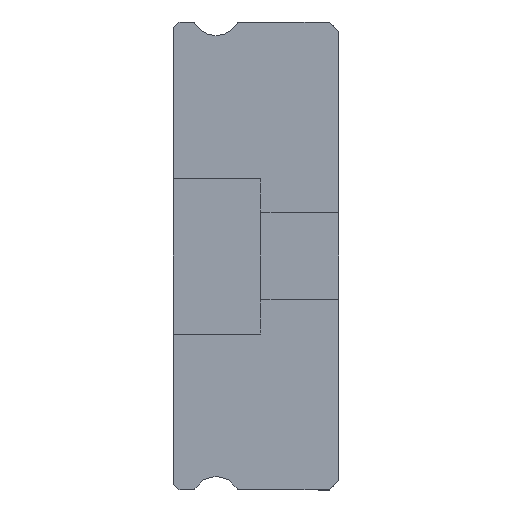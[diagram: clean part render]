
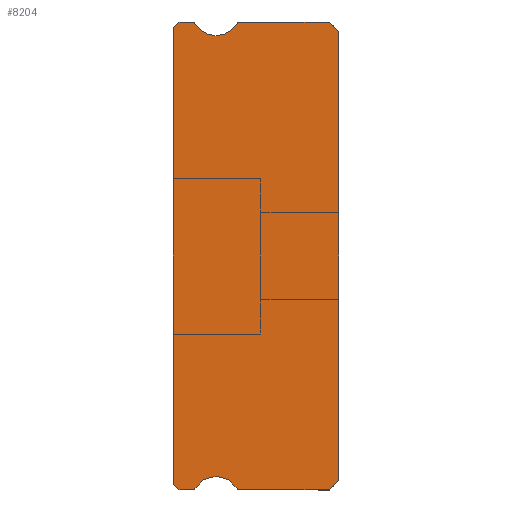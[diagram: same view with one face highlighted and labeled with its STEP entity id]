
A CAD part, left-side view. The second image highlights one B-rep face of the part: STEP entity #8204.
In plain terms, the highlighted planar face has unit normal (-1, 0, 0).
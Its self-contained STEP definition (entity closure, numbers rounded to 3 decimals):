
#27 = CARTESIAN_POINT ( 'NONE',  ( -5., 7.512, 12. ) ) ;
#158 = DIRECTION ( 'NONE',  ( 0., 1., 0. ) ) ;
#159 = VECTOR ( 'NONE', #7675, 1000. ) ;
#240 = ORIENTED_EDGE ( 'NONE', *, *, #3409, .F. ) ;
#289 = CARTESIAN_POINT ( 'NONE',  ( -5., 7.512, 12. ) ) ;
#309 = ORIENTED_EDGE ( 'NONE', *, *, #1570, .F. ) ;
#368 = LINE ( 'NONE', #8663, #2690 ) ;
#381 = DIRECTION ( 'NONE',  ( 0., 0., -1. ) ) ;
#418 = ORIENTED_EDGE ( 'NONE', *, *, #8855, .F. ) ;
#426 = CARTESIAN_POINT ( 'NONE',  ( -5., 8.2, -12. ) ) ;
#489 = DIRECTION ( 'NONE',  ( 0., -1., 0. ) ) ;
#530 = EDGE_CURVE ( 'NONE', #2713, #2961, #7508, .T. ) ;
#601 = DIRECTION ( 'NONE',  ( 0., 0., -1. ) ) ;
#611 = DIRECTION ( 'NONE',  ( 0., 0., -1. ) ) ;
#700 = DIRECTION ( 'NONE',  ( 0., 0., -1. ) ) ;
#725 = CARTESIAN_POINT ( 'NONE',  ( -5., 7.512, 11.85 ) ) ;
#739 = CARTESIAN_POINT ( 'NONE',  ( -5., 7.512, -12. ) ) ;
#870 = LINE ( 'NONE', #8310, #159 ) ;
#876 = AXIS2_PLACEMENT_3D ( 'NONE', #1853, #6625, #1899 ) ;
#937 = ORIENTED_EDGE ( 'NONE', *, *, #2486, .F. ) ;
#957 = ORIENTED_EDGE ( 'NONE', *, *, #2532, .F. ) ;
#1026 = CARTESIAN_POINT ( 'NONE',  ( -5., 6.3, 12.55 ) ) ;
#1111 = EDGE_CURVE ( 'NONE', #6719, #4849, #2754, .T. ) ;
#1165 = CARTESIAN_POINT ( 'NONE',  ( -5., 6.3, 11.3 ) ) ;
#1306 = VERTEX_POINT ( 'NONE', #2689 ) ;
#1311 = DIRECTION ( 'NONE',  ( -1., 0., 0. ) ) ;
#1371 = DIRECTION ( 'NONE',  ( -1., 0., 0. ) ) ;
#1443 = FACE_OUTER_BOUND ( 'NONE', #3329, .T. ) ;
#1501 = CARTESIAN_POINT ( 'NONE',  ( -5., 5.088, -11.85 ) ) ;
#1570 = EDGE_CURVE ( 'NONE', #6736, #6717, #3921, .T. ) ;
#1654 = CARTESIAN_POINT ( 'NONE',  ( -5., 7.383, -11.925 ) ) ;
#1674 = DIRECTION ( 'NONE',  ( 1., 0., 0. ) ) ;
#1682 = EDGE_CURVE ( 'NONE', #4121, #3112, #3598, .T. ) ;
#1727 = DIRECTION ( 'NONE',  ( 0., -0.707, -0.707 ) ) ;
#1777 = VERTEX_POINT ( 'NONE', #5376 ) ;
#1787 = ORIENTED_EDGE ( 'NONE', *, *, #2290, .F. ) ;
#1853 = CARTESIAN_POINT ( 'NONE',  ( -5., 7.512, 11.85 ) ) ;
#1874 = EDGE_CURVE ( 'NONE', #2961, #3204, #5884, .T. ) ;
#1899 = DIRECTION ( 'NONE',  ( 0., 0., -1. ) ) ;
#1983 = CIRCLE ( 'NONE', #8175, 0.15 ) ;
#2083 = LINE ( 'NONE', #7580, #3615 ) ;
#2118 = DIRECTION ( 'NONE',  ( 1., 0., 0. ) ) ;
#2124 = ORIENTED_EDGE ( 'NONE', *, *, #1682, .F. ) ;
#2138 = ORIENTED_EDGE ( 'NONE', *, *, #530, .F. ) ;
#2175 = DIRECTION ( 'NONE',  ( 0., 0., 1. ) ) ;
#2202 = AXIS2_PLACEMENT_3D ( 'NONE', #725, #2118, #8299 ) ;
#2211 = CARTESIAN_POINT ( 'NONE',  ( -5., 8.5, 11.7 ) ) ;
#2290 = EDGE_CURVE ( 'NONE', #6633, #2713, #870, .T. ) ;
#2295 = AXIS2_PLACEMENT_3D ( 'NONE', #1501, #8502, #7058 ) ;
#2401 = AXIS2_PLACEMENT_3D ( 'NONE', #4489, #1674, #5060 ) ;
#2462 = LINE ( 'NONE', #27, #8321 ) ;
#2466 = EDGE_CURVE ( 'NONE', #3516, #1777, #6583, .T. ) ;
#2486 = EDGE_CURVE ( 'NONE', #3204, #6241, #5287, .T. ) ;
#2493 = ORIENTED_EDGE ( 'NONE', *, *, #1111, .T. ) ;
#2532 = EDGE_CURVE ( 'NONE', #6241, #3531, #8610, .T. ) ;
#2550 = CARTESIAN_POINT ( 'NONE',  ( -5., 5.088, 12. ) ) ;
#2597 = LINE ( 'NONE', #7518, #7590 ) ;
#2645 = CARTESIAN_POINT ( 'NONE',  ( -5., 7.383, 11.925 ) ) ;
#2664 = EDGE_CURVE ( 'NONE', #3112, #1306, #4580, .T. ) ;
#2689 = CARTESIAN_POINT ( 'NONE',  ( -5., 5.217, 11.925 ) ) ;
#2690 = VECTOR ( 'NONE', #3107, 1000. ) ;
#2706 = CARTESIAN_POINT ( 'NONE',  ( -5., 8.5, -11.7 ) ) ;
#2713 = VERTEX_POINT ( 'NONE', #6069 ) ;
#2754 = LINE ( 'NONE', #5500, #8185 ) ;
#2900 = EDGE_CURVE ( 'NONE', #1777, #3531, #368, .T. ) ;
#2961 = VERTEX_POINT ( 'NONE', #7221 ) ;
#2987 = ORIENTED_EDGE ( 'NONE', *, *, #4483, .T. ) ;
#3010 = VECTOR ( 'NONE', #7338, 1000. ) ;
#3107 = DIRECTION ( 'NONE',  ( 0., -1., 0. ) ) ;
#3112 = VERTEX_POINT ( 'NONE', #1165 ) ;
#3165 = CARTESIAN_POINT ( 'NONE',  ( -5., 0., -11.5 ) ) ;
#3204 = VERTEX_POINT ( 'NONE', #4192 ) ;
#3329 = EDGE_LOOP ( 'NONE', ( #5676, #3518, #4392, #957, #937, #8574, #2138, #1787, #4875, #309, #240, #418, #4898, #2124, #5588, #2493, #2987 ) ) ;
#3376 = DIRECTION ( 'NONE',  ( 0., 0., 1. ) ) ;
#3409 = EDGE_CURVE ( 'NONE', #4453, #6736, #2462, .T. ) ;
#3454 = CARTESIAN_POINT ( 'NONE',  ( -5., 8.2, 12. ) ) ;
#3516 = VERTEX_POINT ( 'NONE', #2706 ) ;
#3518 = ORIENTED_EDGE ( 'NONE', *, *, #2466, .T. ) ;
#3531 = VERTEX_POINT ( 'NONE', #739 ) ;
#3598 = CIRCLE ( 'NONE', #8780, 1.25 ) ;
#3615 = VECTOR ( 'NONE', #2175, 1000. ) ;
#3716 = CARTESIAN_POINT ( 'NONE',  ( -5., 0., 11.5 ) ) ;
#3855 = DIRECTION ( 'NONE',  ( -1., 0., 0. ) ) ;
#3921 = LINE ( 'NONE', #7931, #3010 ) ;
#4046 = CARTESIAN_POINT ( 'NONE',  ( -5., 7.512, -12. ) ) ;
#4121 = VERTEX_POINT ( 'NONE', #2645 ) ;
#4192 = CARTESIAN_POINT ( 'NONE',  ( -5., 5.217, -11.925 ) ) ;
#4255 = VECTOR ( 'NONE', #6003, 1000. ) ;
#4392 = ORIENTED_EDGE ( 'NONE', *, *, #2900, .T. ) ;
#4453 = VERTEX_POINT ( 'NONE', #2550 ) ;
#4483 = EDGE_CURVE ( 'NONE', #4849, #7269, #2597, .T. ) ;
#4489 = CARTESIAN_POINT ( 'NONE',  ( -5., 7.512, -11.85 ) ) ;
#4519 = VECTOR ( 'NONE', #3376, 1000. ) ;
#4580 = CIRCLE ( 'NONE', #6281, 1.25 ) ;
#4625 = CIRCLE ( 'NONE', #876, 0.15 ) ;
#4649 = CARTESIAN_POINT ( 'NONE',  ( -5., 6.3, 12.55 ) ) ;
#4849 = VERTEX_POINT ( 'NONE', #3454 ) ;
#4855 = VECTOR ( 'NONE', #1727, 1000. ) ;
#4875 = ORIENTED_EDGE ( 'NONE', *, *, #5342, .T. ) ;
#4898 = ORIENTED_EDGE ( 'NONE', *, *, #2664, .F. ) ;
#4904 = DIRECTION ( 'NONE',  ( 0., 0.707, -0.707 ) ) ;
#5060 = DIRECTION ( 'NONE',  ( 0., 0., -1. ) ) ;
#5264 = LINE ( 'NONE', #5433, #4519 ) ;
#5287 = CIRCLE ( 'NONE', #7163, 1.25 ) ;
#5342 = EDGE_CURVE ( 'NONE', #6633, #6717, #2083, .T. ) ;
#5376 = CARTESIAN_POINT ( 'NONE',  ( -5., 8.2, -12. ) ) ;
#5433 = CARTESIAN_POINT ( 'NONE',  ( -5., 8.5, 11.85 ) ) ;
#5500 = CARTESIAN_POINT ( 'NONE',  ( -5., 8.2, 12. ) ) ;
#5503 = CARTESIAN_POINT ( 'NONE',  ( -5., 5.088, 11.85 ) ) ;
#5541 = EDGE_CURVE ( 'NONE', #6719, #4121, #4625, .T. ) ;
#5588 = ORIENTED_EDGE ( 'NONE', *, *, #5541, .F. ) ;
#5676 = ORIENTED_EDGE ( 'NONE', *, *, #8478, .F. ) ;
#5884 = CIRCLE ( 'NONE', #2295, 0.15 ) ;
#6003 = DIRECTION ( 'NONE',  ( 0., 1., 0. ) ) ;
#6069 = CARTESIAN_POINT ( 'NONE',  ( -5., 0.5, -12. ) ) ;
#6241 = VERTEX_POINT ( 'NONE', #1654 ) ;
#6281 = AXIS2_PLACEMENT_3D ( 'NONE', #4649, #1311, #601 ) ;
#6583 = LINE ( 'NONE', #426, #4855 ) ;
#6625 = DIRECTION ( 'NONE',  ( 1., 0., 0. ) ) ;
#6633 = VERTEX_POINT ( 'NONE', #3165 ) ;
#6717 = VERTEX_POINT ( 'NONE', #3716 ) ;
#6719 = VERTEX_POINT ( 'NONE', #289 ) ;
#6736 = VERTEX_POINT ( 'NONE', #8535 ) ;
#6940 = PLANE ( 'NONE',  #2202 ) ;
#7058 = DIRECTION ( 'NONE',  ( 0., 0., -1. ) ) ;
#7163 = AXIS2_PLACEMENT_3D ( 'NONE', #7995, #3855, #381 ) ;
#7221 = CARTESIAN_POINT ( 'NONE',  ( -5., 5.088, -12. ) ) ;
#7269 = VERTEX_POINT ( 'NONE', #2211 ) ;
#7338 = DIRECTION ( 'NONE',  ( 0., -0.707, -0.707 ) ) ;
#7508 = LINE ( 'NONE', #4046, #4255 ) ;
#7518 = CARTESIAN_POINT ( 'NONE',  ( -5., 8.5, 11.7 ) ) ;
#7543 = DIRECTION ( 'NONE',  ( 1., 0., 0. ) ) ;
#7580 = CARTESIAN_POINT ( 'NONE',  ( -5., 0., 11.5 ) ) ;
#7590 = VECTOR ( 'NONE', #4904, 1000. ) ;
#7675 = DIRECTION ( 'NONE',  ( 0., 0.707, -0.707 ) ) ;
#7931 = CARTESIAN_POINT ( 'NONE',  ( -5., 0.5, 12. ) ) ;
#7995 = CARTESIAN_POINT ( 'NONE',  ( -5., 6.3, -12.55 ) ) ;
#8175 = AXIS2_PLACEMENT_3D ( 'NONE', #5503, #7543, #611 ) ;
#8185 = VECTOR ( 'NONE', #158, 1000. ) ;
#8204 = ADVANCED_FACE ( 'NONE', ( #1443 ), #6940, .F. ) ;
#8299 = DIRECTION ( 'NONE',  ( 0., 0., -1. ) ) ;
#8310 = CARTESIAN_POINT ( 'NONE',  ( -5., 0., -11.5 ) ) ;
#8321 = VECTOR ( 'NONE', #489, 1000. ) ;
#8478 = EDGE_CURVE ( 'NONE', #3516, #7269, #5264, .T. ) ;
#8502 = DIRECTION ( 'NONE',  ( 1., 0., 0. ) ) ;
#8535 = CARTESIAN_POINT ( 'NONE',  ( -5., 0.5, 12. ) ) ;
#8574 = ORIENTED_EDGE ( 'NONE', *, *, #1874, .F. ) ;
#8610 = CIRCLE ( 'NONE', #2401, 0.15 ) ;
#8663 = CARTESIAN_POINT ( 'NONE',  ( -5., 7.512, -12. ) ) ;
#8780 = AXIS2_PLACEMENT_3D ( 'NONE', #1026, #1371, #700 ) ;
#8855 = EDGE_CURVE ( 'NONE', #1306, #4453, #1983, .T. ) ;
